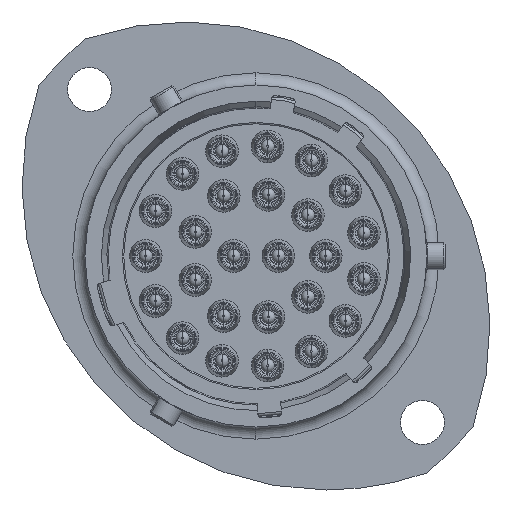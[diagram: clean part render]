
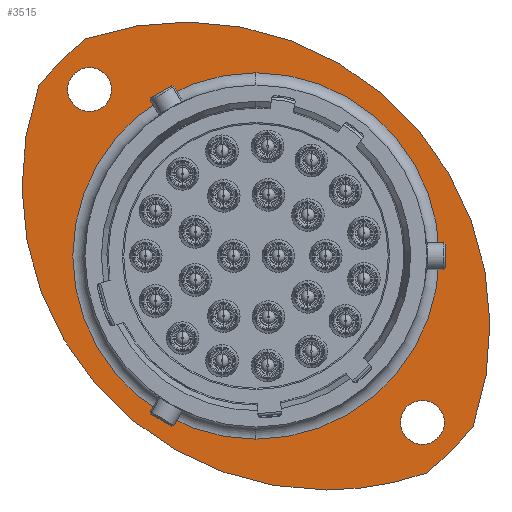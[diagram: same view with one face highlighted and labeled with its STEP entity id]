
A CAD part, left-side view. The second image highlights one B-rep face of the part: STEP entity #3515.
In plain terms, the highlighted planar face has unit normal (-1, 0, 0).
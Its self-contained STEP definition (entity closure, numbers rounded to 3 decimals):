
#123 = CARTESIAN_POINT ( 'NONE',  ( 15.98, -12.304, -12.304 ) ) ;
#198 = VERTEX_POINT ( 'NONE', #38456 ) ;
#1031 = CIRCLE ( 'NONE', #2318, 22.5 ) ;
#1095 = DIRECTION ( 'NONE',  ( 0., 0., -1. ) ) ;
#1096 = DIRECTION ( 'NONE',  ( 0., 0., 1. ) ) ;
#1848 = ORIENTED_EDGE ( 'NONE', *, *, #8759, .T. ) ;
#2318 = AXIS2_PLACEMENT_3D ( 'NONE', #24476, #3376, #24606 ) ;
#2699 = VERTEX_POINT ( 'NONE', #39076 ) ;
#2895 = DIRECTION ( 'NONE',  ( 1., 0., 0. ) ) ;
#3061 = EDGE_CURVE ( 'NONE', #16115, #8354, #8568, .T. ) ;
#3342 = AXIS2_PLACEMENT_3D ( 'NONE', #7752, #11208, #23392 ) ;
#3376 = DIRECTION ( 'NONE',  ( -1., 0., 0. ) ) ;
#3515 = ADVANCED_FACE ( 'NONE', ( #5269, #34364, #8577, #4298 ), #7178, .F. ) ;
#4298 = FACE_OUTER_BOUND ( 'NONE', #33428, .T. ) ;
#4406 = ORIENTED_EDGE ( 'NONE', *, *, #36710, .T. ) ;
#4490 = CARTESIAN_POINT ( 'NONE',  ( 15.98, 0., 0. ) ) ;
#4635 = DIRECTION ( 'NONE',  ( 0., 0., -1. ) ) ;
#4721 = ORIENTED_EDGE ( 'NONE', *, *, #29916, .F. ) ;
#4962 = DIRECTION ( 'NONE',  ( -1., 0., 0. ) ) ;
#5269 = FACE_BOUND ( 'NONE', #12243, .T. ) ;
#5345 = CARTESIAN_POINT ( 'NONE',  ( 15.98, 16.055, 12.585 ) ) ;
#6838 = DIRECTION ( 'NONE',  ( -1., 0., 0. ) ) ;
#6848 = VERTEX_POINT ( 'NONE', #5345 ) ;
#7174 = CARTESIAN_POINT ( 'NONE',  ( 15.98, -12.304, -12.304 ) ) ;
#7178 = PLANE ( 'NONE',  #22599 ) ;
#7179 = CARTESIAN_POINT ( 'NONE',  ( 15.98, 0., 0. ) ) ;
#7752 = CARTESIAN_POINT ( 'NONE',  ( 15.98, 12.304, 12.304 ) ) ;
#7872 = CARTESIAN_POINT ( 'NONE',  ( 15.98, 5.197, -5.197 ) ) ;
#8354 = VERTEX_POINT ( 'NONE', #28668 ) ;
#8568 = CIRCLE ( 'NONE', #30278, 1.625 ) ;
#8577 = FACE_BOUND ( 'NONE', #16376, .T. ) ;
#8759 = EDGE_CURVE ( 'NONE', #198, #9753, #18550, .T. ) ;
#9753 = VERTEX_POINT ( 'NONE', #30296 ) ;
#10179 = CARTESIAN_POINT ( 'NONE',  ( 15.98, -12.304, -13.929 ) ) ;
#11208 = DIRECTION ( 'NONE',  ( -1., 0., 0. ) ) ;
#11872 = AXIS2_PLACEMENT_3D ( 'NONE', #7179, #25626, #1096 ) ;
#12243 = EDGE_LOOP ( 'NONE', ( #4721, #23452 ) ) ;
#12947 = CARTESIAN_POINT ( 'NONE',  ( 15.98, 0., 0. ) ) ;
#13194 = EDGE_CURVE ( 'NONE', #13834, #2699, #25408, .T. ) ;
#13338 = AXIS2_PLACEMENT_3D ( 'NONE', #123, #24507, #33337 ) ;
#13510 = CARTESIAN_POINT ( 'NONE',  ( 15.98, 0., -13.545 ) ) ;
#13550 = DIRECTION ( 'NONE',  ( 1., 0., 0. ) ) ;
#13834 = VERTEX_POINT ( 'NONE', #31072 ) ;
#14061 = VERTEX_POINT ( 'NONE', #13510 ) ;
#14207 = AXIS2_PLACEMENT_3D ( 'NONE', #12947, #34338, #19118 ) ;
#14310 = CIRCLE ( 'NONE', #22752, 13.545 ) ;
#14366 = ORIENTED_EDGE ( 'NONE', *, *, #23599, .T. ) ;
#14448 = EDGE_LOOP ( 'NONE', ( #29435, #32018 ) ) ;
#14990 = CARTESIAN_POINT ( 'NONE',  ( 15.98, 0., 0. ) ) ;
#15635 = ORIENTED_EDGE ( 'NONE', *, *, #13194, .T. ) ;
#16038 = CARTESIAN_POINT ( 'NONE',  ( 15.98, -5.197, 5.197 ) ) ;
#16115 = VERTEX_POINT ( 'NONE', #35095 ) ;
#16376 = EDGE_LOOP ( 'NONE', ( #32286, #23841 ) ) ;
#17746 = CARTESIAN_POINT ( 'NONE',  ( 15.98, 12.304, 12.304 ) ) ;
#18054 = CIRCLE ( 'NONE', #3342, 1.625 ) ;
#18550 = CIRCLE ( 'NONE', #22678, 22.5 ) ;
#19118 = DIRECTION ( 'NONE',  ( 0., 0., 1. ) ) ;
#19644 = EDGE_CURVE ( 'NONE', #14061, #34714, #14310, .T. ) ;
#19877 = CARTESIAN_POINT ( 'NONE',  ( 15.98, -12.304, -10.679 ) ) ;
#20005 = EDGE_CURVE ( 'NONE', #8354, #16115, #18054, .T. ) ;
#20365 = VERTEX_POINT ( 'NONE', #19877 ) ;
#20558 = AXIS2_PLACEMENT_3D ( 'NONE', #4490, #28787, #4635 ) ;
#22599 = AXIS2_PLACEMENT_3D ( 'NONE', #28555, #13550, #1095 ) ;
#22678 = AXIS2_PLACEMENT_3D ( 'NONE', #16038, #6838, #38130 ) ;
#22752 = AXIS2_PLACEMENT_3D ( 'NONE', #14990, #2895, #24495 ) ;
#22972 = ORIENTED_EDGE ( 'NONE', *, *, #38303, .T. ) ;
#23392 = DIRECTION ( 'NONE',  ( 0., 0., -1. ) ) ;
#23452 = ORIENTED_EDGE ( 'NONE', *, *, #35947, .F. ) ;
#23599 = EDGE_CURVE ( 'NONE', #2699, #6848, #25850, .T. ) ;
#23841 = ORIENTED_EDGE ( 'NONE', *, *, #3061, .F. ) ;
#24025 = DIRECTION ( 'NONE',  ( 0., 0., -1. ) ) ;
#24476 = CARTESIAN_POINT ( 'NONE',  ( 15.98, -5.197, 5.197 ) ) ;
#24495 = DIRECTION ( 'NONE',  ( 0., 0., -1. ) ) ;
#24507 = DIRECTION ( 'NONE',  ( -1., 0., 0. ) ) ;
#24606 = DIRECTION ( 'NONE',  ( 0., 0., -1. ) ) ;
#25408 = CIRCLE ( 'NONE', #37618, 22.5 ) ;
#25626 = DIRECTION ( 'NONE',  ( -1., 0., 0. ) ) ;
#25850 = CIRCLE ( 'NONE', #14207, 20.4 ) ;
#26295 = CIRCLE ( 'NONE', #20558, 13.545 ) ;
#28319 = CIRCLE ( 'NONE', #13338, 1.625 ) ;
#28555 = CARTESIAN_POINT ( 'NONE',  ( 15.98, 12.645, 0. ) ) ;
#28668 = CARTESIAN_POINT ( 'NONE',  ( 15.98, 12.304, 10.679 ) ) ;
#28787 = DIRECTION ( 'NONE',  ( 1., 0., 0. ) ) ;
#29435 = ORIENTED_EDGE ( 'NONE', *, *, #19644, .T. ) ;
#29916 = EDGE_CURVE ( 'NONE', #33289, #20365, #28319, .T. ) ;
#30278 = AXIS2_PLACEMENT_3D ( 'NONE', #17746, #32882, #32067 ) ;
#30296 = CARTESIAN_POINT ( 'NONE',  ( 15.98, -12.585, -16.055 ) ) ;
#30339 = AXIS2_PLACEMENT_3D ( 'NONE', #7174, #37914, #38045 ) ;
#30663 = EDGE_CURVE ( 'NONE', #34714, #14061, #26295, .T. ) ;
#31072 = CARTESIAN_POINT ( 'NONE',  ( 15.98, -16.055, -12.585 ) ) ;
#32018 = ORIENTED_EDGE ( 'NONE', *, *, #30663, .T. ) ;
#32067 = DIRECTION ( 'NONE',  ( 0., 0., -1. ) ) ;
#32286 = ORIENTED_EDGE ( 'NONE', *, *, #20005, .F. ) ;
#32613 = CIRCLE ( 'NONE', #30339, 1.625 ) ;
#32882 = DIRECTION ( 'NONE',  ( -1., 0., 0. ) ) ;
#33289 = VERTEX_POINT ( 'NONE', #10179 ) ;
#33337 = DIRECTION ( 'NONE',  ( 0., 0., -1. ) ) ;
#33428 = EDGE_LOOP ( 'NONE', ( #4406, #1848, #22972, #15635, #14366 ) ) ;
#34338 = DIRECTION ( 'NONE',  ( -1., 0., 0. ) ) ;
#34364 = FACE_BOUND ( 'NONE', #14448, .T. ) ;
#34714 = VERTEX_POINT ( 'NONE', #36481 ) ;
#35095 = CARTESIAN_POINT ( 'NONE',  ( 15.98, 12.304, 13.929 ) ) ;
#35456 = CIRCLE ( 'NONE', #11872, 20.4 ) ;
#35947 = EDGE_CURVE ( 'NONE', #20365, #33289, #32613, .T. ) ;
#36481 = CARTESIAN_POINT ( 'NONE',  ( 15.98, 0., 13.545 ) ) ;
#36710 = EDGE_CURVE ( 'NONE', #6848, #198, #1031, .T. ) ;
#37618 = AXIS2_PLACEMENT_3D ( 'NONE', #7872, #4962, #24025 ) ;
#37914 = DIRECTION ( 'NONE',  ( -1., 0., 0. ) ) ;
#38045 = DIRECTION ( 'NONE',  ( 0., 0., -1. ) ) ;
#38130 = DIRECTION ( 'NONE',  ( 0., 0., -1. ) ) ;
#38303 = EDGE_CURVE ( 'NONE', #9753, #13834, #35456, .T. ) ;
#38456 = CARTESIAN_POINT ( 'NONE',  ( 15.98, -5.197, -17.303 ) ) ;
#39076 = CARTESIAN_POINT ( 'NONE',  ( 15.98, 12.585, 16.055 ) ) ;
